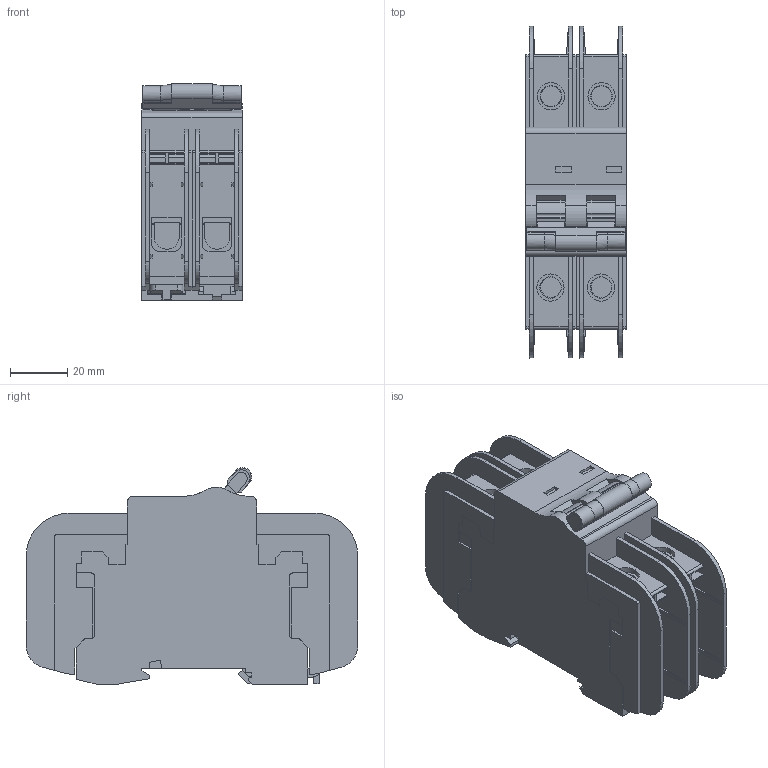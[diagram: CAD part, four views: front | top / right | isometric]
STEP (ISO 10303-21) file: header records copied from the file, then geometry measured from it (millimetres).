
FILE_DESCRIPTION(('CATIA V5 STEP Exchange','CAx-IF Rec.Pracs.--- Model Styling and Organization---1.4--- 2014-01-23'),'2;1');
FILE_NAME ('D1602118_0', '2024-02-19T12:22:59+00:00', ('none'), ('Weidmueller'), 'CATIA Version 5-6 Release 2016 SP3 HF44', 'CATIA V5 STEP AP214', 'none');
FILE_SCHEMA(('AUTOMOTIVE_DESIGN { 1 0 10303 214 1 1 1 1 }'));
Length unit declared in the file: millimetre
Products named in the file (1): S3D_MCB_489_2P
Bounding box: 35.2 x 115.74 x 75.56 mm (x, y, z)
Volume: 174771.2 mm3; surface area: 51361.2 mm2
Topology: 3 solids, 3 shells, 1001 faces, 2933 edges, 1959 vertices
Faces by surface type: plane 767, cylinder 147, extrusion 87
Entity records: 34147 total; most frequent: CARTESIAN_POINT 8575, ORIENTED_EDGE 5866, DIRECTION 3783, EDGE_CURVE 2933, VECTOR 2339, LINE 2252, VERTEX_POINT 1959, EDGE_LOOP 1042
